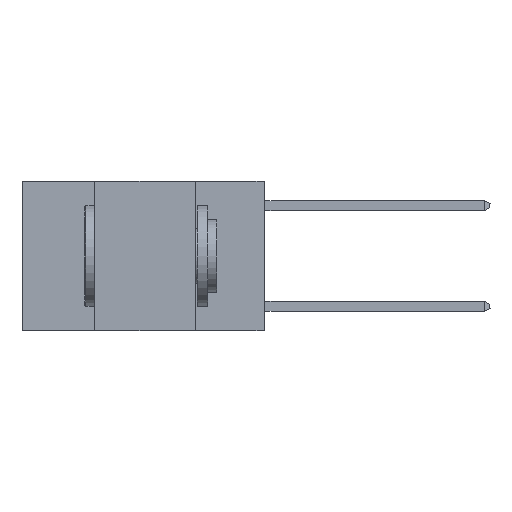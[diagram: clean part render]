
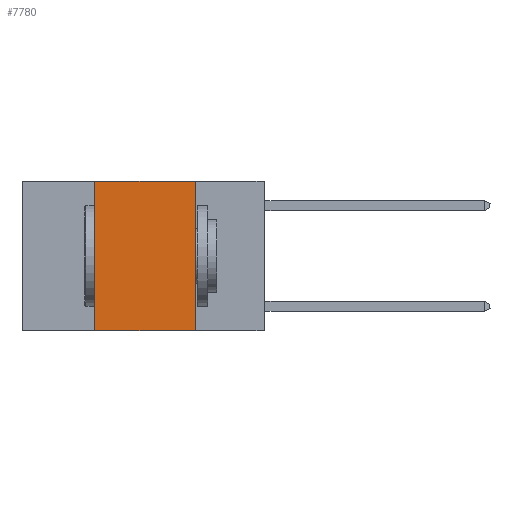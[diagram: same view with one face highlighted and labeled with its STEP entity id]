
A CAD part, left-side view. The second image highlights one B-rep face of the part: STEP entity #7780.
In plain terms, the highlighted planar face has unit normal (-1, 0, 0).
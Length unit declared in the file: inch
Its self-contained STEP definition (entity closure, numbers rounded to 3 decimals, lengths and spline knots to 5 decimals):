
#69 = CARTESIAN_POINT ( 'NONE',  ( 0., 0.6, -0.37 ) ) ;
#633 = EDGE_CURVE ( 'NONE', #22903, #9029, #5819, .T. ) ;
#766 = PLANE ( 'NONE',  #16218 ) ;
#2638 = VERTEX_POINT ( 'NONE', #18653 ) ;
#4798 = EDGE_CURVE ( 'NONE', #7533, #2638, #22326, .T. ) ;
#4876 = DIRECTION ( 'NONE',  ( 0., 0., 1. ) ) ;
#5011 = VECTOR ( 'NONE', #4876, 39.37008 ) ;
#5481 = ORIENTED_EDGE ( 'NONE', *, *, #4798, .F. ) ;
#5819 = LINE ( 'NONE', #11072, #12145 ) ;
#5886 = DIRECTION ( 'NONE',  ( 0., -1., 0. ) ) ;
#7292 = LINE ( 'NONE', #69, #17303 ) ;
#7533 = VERTEX_POINT ( 'NONE', #22282 ) ;
#7780 = ADVANCED_FACE ( 'NONE', ( #13100 ), #766, .F. ) ;
#7958 = ORIENTED_EDGE ( 'NONE', *, *, #633, .F. ) ;
#8695 = ORIENTED_EDGE ( 'NONE', *, *, #20479, .T. ) ;
#9029 = VERTEX_POINT ( 'NONE', #17514 ) ;
#9354 = ORIENTED_EDGE ( 'NONE', *, *, #20386, .F. ) ;
#10053 = CARTESIAN_POINT ( 'NONE',  ( 0., 0.42, 0. ) ) ;
#10546 = DIRECTION ( 'NONE',  ( 0., -1., 0. ) ) ;
#11072 = CARTESIAN_POINT ( 'NONE',  ( 0., 0.17, 0. ) ) ;
#12145 = VECTOR ( 'NONE', #16278, 39.37008 ) ;
#13100 = FACE_OUTER_BOUND ( 'NONE', #14043, .T. ) ;
#14043 = EDGE_LOOP ( 'NONE', ( #7958, #9354, #5481, #8695 ) ) ;
#16218 = AXIS2_PLACEMENT_3D ( 'NONE', #16231, #16455, #18187 ) ;
#16231 = CARTESIAN_POINT ( 'NONE',  ( 0., 0.6, 0. ) ) ;
#16278 = DIRECTION ( 'NONE',  ( 0., 0., -1. ) ) ;
#16455 = DIRECTION ( 'NONE',  ( 1., 0., 0. ) ) ;
#16630 = CARTESIAN_POINT ( 'NONE',  ( 0., 0.17, 0. ) ) ;
#17303 = VECTOR ( 'NONE', #5886, 39.37008 ) ;
#17514 = CARTESIAN_POINT ( 'NONE',  ( 0., 0.17, -0.37 ) ) ;
#18187 = DIRECTION ( 'NONE',  ( 0., 0., -1. ) ) ;
#18653 = CARTESIAN_POINT ( 'NONE',  ( 0., 0.42, 0. ) ) ;
#19224 = LINE ( 'NONE', #21089, #21009 ) ;
#20386 = EDGE_CURVE ( 'NONE', #2638, #22903, #19224, .T. ) ;
#20479 = EDGE_CURVE ( 'NONE', #7533, #9029, #7292, .T. ) ;
#21009 = VECTOR ( 'NONE', #10546, 39.37008 ) ;
#21089 = CARTESIAN_POINT ( 'NONE',  ( 0., 0.6, 0. ) ) ;
#22282 = CARTESIAN_POINT ( 'NONE',  ( 0., 0.42, -0.37 ) ) ;
#22326 = LINE ( 'NONE', #10053, #5011 ) ;
#22903 = VERTEX_POINT ( 'NONE', #16630 ) ;
